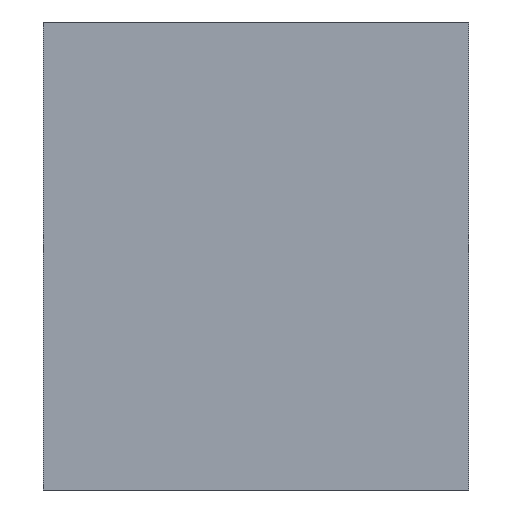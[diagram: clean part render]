
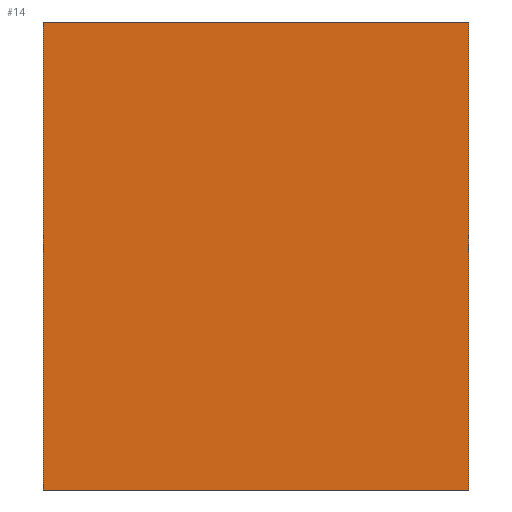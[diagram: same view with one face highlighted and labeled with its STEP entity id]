
A CAD part, left-side view. The second image highlights one B-rep face of the part: STEP entity #14.
In plain terms, the highlighted planar face has unit normal (-1, 0, 0).
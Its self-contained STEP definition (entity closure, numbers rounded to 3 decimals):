
#10 = PLANE ( 'NONE',  #291 ) ;
#14 = ADVANCED_FACE ( 'NONE', ( #470 ), #10, .F. ) ;
#28 = VECTOR ( 'NONE', #68, 1000. ) ;
#58 = ORIENTED_EDGE ( 'NONE', *, *, #350, .F. ) ;
#66 = DIRECTION ( 'NONE',  ( 0., 0., -1. ) ) ;
#68 = DIRECTION ( 'NONE',  ( 0., -1., 0. ) ) ;
#101 = ORIENTED_EDGE ( 'NONE', *, *, #271, .F. ) ;
#127 = ORIENTED_EDGE ( 'NONE', *, *, #374, .T. ) ;
#135 = EDGE_LOOP ( 'NONE', ( #127, #264, #101, #58 ) ) ;
#140 = LINE ( 'NONE', #343, #28 ) ;
#160 = VERTEX_POINT ( 'NONE', #326 ) ;
#193 = CARTESIAN_POINT ( 'NONE',  ( -13.8, -6., 3. ) ) ;
#207 = DIRECTION ( 'NONE',  ( 0., 0., -1. ) ) ;
#237 = CARTESIAN_POINT ( 'NONE',  ( -13.8, 6., -6.6 ) ) ;
#264 = ORIENTED_EDGE ( 'NONE', *, *, #426, .T. ) ;
#271 = EDGE_CURVE ( 'NONE', #160, #366, #504, .T. ) ;
#290 = VERTEX_POINT ( 'NONE', #237 ) ;
#291 = AXIS2_PLACEMENT_3D ( 'NONE', #512, #505, #557 ) ;
#326 = CARTESIAN_POINT ( 'NONE',  ( -13.8, -6., 6.6 ) ) ;
#343 = CARTESIAN_POINT ( 'NONE',  ( -13.8, 6., 6.6 ) ) ;
#350 = EDGE_CURVE ( 'NONE', #411, #160, #140, .T. ) ;
#351 = CARTESIAN_POINT ( 'NONE',  ( -13.8, 6., -6.6 ) ) ;
#361 = DIRECTION ( 'NONE',  ( 0., -1., 0. ) ) ;
#366 = VERTEX_POINT ( 'NONE', #530 ) ;
#374 = EDGE_CURVE ( 'NONE', #411, #290, #549, .T. ) ;
#411 = VERTEX_POINT ( 'NONE', #531 ) ;
#426 = EDGE_CURVE ( 'NONE', #290, #366, #578, .T. ) ;
#429 = VECTOR ( 'NONE', #361, 1000. ) ;
#462 = VECTOR ( 'NONE', #207, 1000. ) ;
#470 = FACE_OUTER_BOUND ( 'NONE', #135, .T. ) ;
#504 = LINE ( 'NONE', #193, #583 ) ;
#505 = DIRECTION ( 'NONE',  ( 1., 0., 0. ) ) ;
#512 = CARTESIAN_POINT ( 'NONE',  ( -13.8, 6., 3. ) ) ;
#530 = CARTESIAN_POINT ( 'NONE',  ( -13.8, -6., -6.6 ) ) ;
#531 = CARTESIAN_POINT ( 'NONE',  ( -13.8, 6., 6.6 ) ) ;
#549 = LINE ( 'NONE', #575, #462 ) ;
#557 = DIRECTION ( 'NONE',  ( 0., 1., 0. ) ) ;
#575 = CARTESIAN_POINT ( 'NONE',  ( -13.8, 6., 3. ) ) ;
#578 = LINE ( 'NONE', #351, #429 ) ;
#583 = VECTOR ( 'NONE', #66, 1000. ) ;
